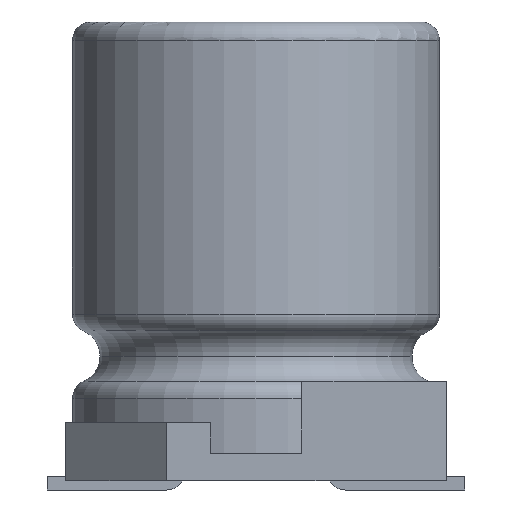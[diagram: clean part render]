
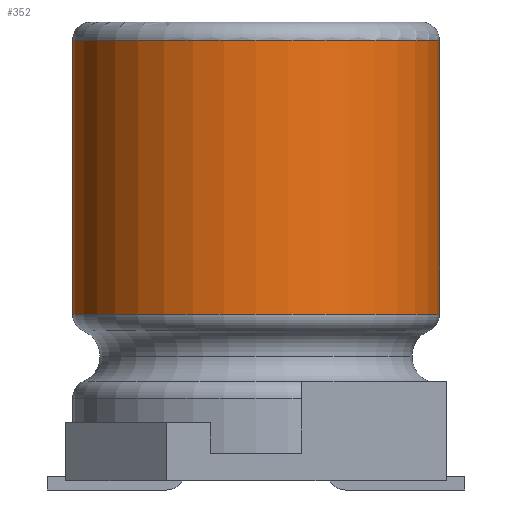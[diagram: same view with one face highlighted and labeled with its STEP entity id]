
A CAD part, front view. The second image highlights one B-rep face of the part: STEP entity #352.
In plain terms, the highlighted cylindrical face has radius 4 mm (diameter 8 mm), a partial arc.
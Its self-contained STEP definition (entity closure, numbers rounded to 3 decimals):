
#157 = CIRCLE ( 'NONE', #2608, 4. ) ;
#164 = DIRECTION ( 'NONE',  ( 0., 0., -1. ) ) ;
#352 = ADVANCED_FACE ( 'NONE', ( #12456 ), #10431, .T. ) ;
#1101 = CARTESIAN_POINT ( 'NONE',  ( 0., 0., 9. ) ) ;
#1391 = VERTEX_POINT ( 'NONE', #7664 ) ;
#2608 = AXIS2_PLACEMENT_3D ( 'NONE', #10728, #9689, #3346 ) ;
#2771 = CARTESIAN_POINT ( 'NONE',  ( 4., 0., 3.033 ) ) ;
#3346 = DIRECTION ( 'NONE',  ( 1., 0., 0. ) ) ;
#3382 = VERTEX_POINT ( 'NONE', #13094 ) ;
#3455 = VECTOR ( 'NONE', #5587, 1000. ) ;
#3567 = LINE ( 'NONE', #4562, #3455 ) ;
#3610 = ORIENTED_EDGE ( 'NONE', *, *, #6341, .T. ) ;
#4411 = DIRECTION ( 'NONE',  ( 1., 0., 0. ) ) ;
#4562 = CARTESIAN_POINT ( 'NONE',  ( -4., 0., 0. ) ) ;
#5083 = ORIENTED_EDGE ( 'NONE', *, *, #9524, .F. ) ;
#5212 = LINE ( 'NONE', #7616, #11374 ) ;
#5267 = AXIS2_PLACEMENT_3D ( 'NONE', #1101, #12948, #7675 ) ;
#5370 = DIRECTION ( 'NONE',  ( 0., 0., -1. ) ) ;
#5587 = DIRECTION ( 'NONE',  ( 0., 0., -1. ) ) ;
#5872 = VERTEX_POINT ( 'NONE', #6039 ) ;
#6037 = EDGE_LOOP ( 'NONE', ( #12874, #3610, #8836, #5083 ) ) ;
#6039 = CARTESIAN_POINT ( 'NONE',  ( -4., 0., 3.033 ) ) ;
#6341 = EDGE_CURVE ( 'NONE', #3382, #5872, #3567, .T. ) ;
#6463 = AXIS2_PLACEMENT_3D ( 'NONE', #9542, #5370, #4411 ) ;
#7616 = CARTESIAN_POINT ( 'NONE',  ( 4., 0., 0. ) ) ;
#7664 = CARTESIAN_POINT ( 'NONE',  ( 4., 0., 9. ) ) ;
#7675 = DIRECTION ( 'NONE',  ( 1., 0., 0. ) ) ;
#8410 = EDGE_CURVE ( 'NONE', #9090, #5872, #157, .T. ) ;
#8836 = ORIENTED_EDGE ( 'NONE', *, *, #8410, .F. ) ;
#9090 = VERTEX_POINT ( 'NONE', #2771 ) ;
#9524 = EDGE_CURVE ( 'NONE', #1391, #9090, #5212, .T. ) ;
#9542 = CARTESIAN_POINT ( 'NONE',  ( 0., 0., 0. ) ) ;
#9689 = DIRECTION ( 'NONE',  ( 0., 0., -1. ) ) ;
#10311 = EDGE_CURVE ( 'NONE', #1391, #3382, #11315, .T. ) ;
#10431 = CYLINDRICAL_SURFACE ( 'NONE', #6463, 4. ) ;
#10728 = CARTESIAN_POINT ( 'NONE',  ( 0., 0., 3.033 ) ) ;
#11315 = CIRCLE ( 'NONE', #5267, 4. ) ;
#11374 = VECTOR ( 'NONE', #164, 1000. ) ;
#12456 = FACE_OUTER_BOUND ( 'NONE', #6037, .T. ) ;
#12874 = ORIENTED_EDGE ( 'NONE', *, *, #10311, .T. ) ;
#12948 = DIRECTION ( 'NONE',  ( 0., 0., -1. ) ) ;
#13094 = CARTESIAN_POINT ( 'NONE',  ( -4., 0., 9. ) ) ;
